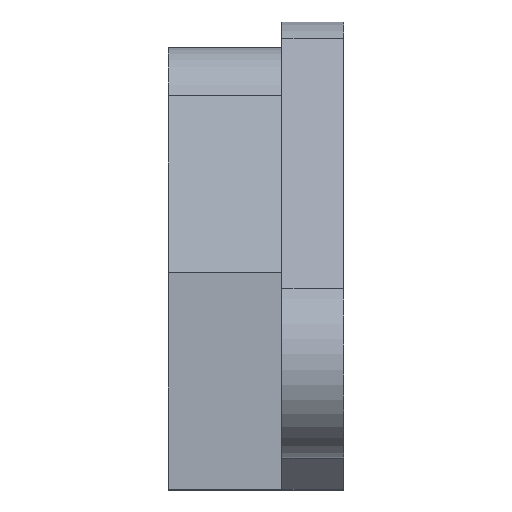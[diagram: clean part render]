
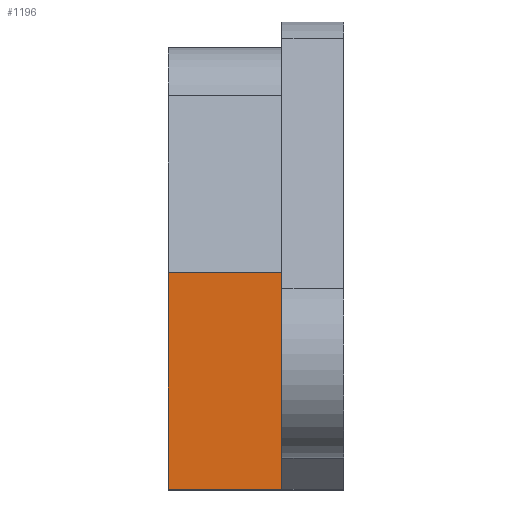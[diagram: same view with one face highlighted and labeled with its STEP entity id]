
A CAD part, top view. The second image highlights one B-rep face of the part: STEP entity #1196.
In plain terms, the highlighted planar face has unit normal (0, 0, 1).
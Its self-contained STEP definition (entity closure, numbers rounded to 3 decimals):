
#152=FACE_OUTER_BOUND('',#233,.T.);
#233=EDGE_LOOP('',(#1026,#1027,#1028,#1029));
#308=LINE('',#1807,#431);
#357=LINE('',#1971,#480);
#358=LINE('',#1973,#481);
#359=LINE('',#1974,#482);
#431=VECTOR('',#1440,10.);
#480=VECTOR('',#1621,10.);
#481=VECTOR('',#1622,10.);
#482=VECTOR('',#1623,10.);
#544=VERTEX_POINT('',#1804);
#545=VERTEX_POINT('',#1806);
#594=VERTEX_POINT('',#1970);
#595=VERTEX_POINT('',#1972);
#667=EDGE_CURVE('',#545,#544,#308,.T.);
#747=EDGE_CURVE('',#544,#594,#357,.T.);
#748=EDGE_CURVE('',#594,#595,#358,.T.);
#749=EDGE_CURVE('',#595,#545,#359,.T.);
#1026=ORIENTED_EDGE('',*,*,#747,.T.);
#1027=ORIENTED_EDGE('',*,*,#748,.T.);
#1028=ORIENTED_EDGE('',*,*,#749,.T.);
#1029=ORIENTED_EDGE('',*,*,#667,.T.);
#1134=PLANE('',#1313);
#1196=ADVANCED_FACE('',(#152),#1134,.F.);
#1313=AXIS2_PLACEMENT_3D('',#1969,#1619,#1620);
#1440=DIRECTION('',(1.,0.,0.));
#1619=DIRECTION('center_axis',(0.,0.,-1.));
#1620=DIRECTION('ref_axis',(0.,-1.,0.));
#1621=DIRECTION('',(0.,1.,0.));
#1622=DIRECTION('',(-1.,0.,0.));
#1623=DIRECTION('',(0.,-1.,0.));
#1804=CARTESIAN_POINT('',(28.,-12.,-23.311));
#1806=CARTESIAN_POINT('',(17.,-12.,-23.311));
#1807=CARTESIAN_POINT('',(17.,-12.,-23.311));
#1969=CARTESIAN_POINT('Origin',(28.,9.,-23.311));
#1970=CARTESIAN_POINT('',(28.,9.,-23.311));
#1971=CARTESIAN_POINT('',(28.,4.5,-23.311));
#1972=CARTESIAN_POINT('',(17.,9.,-23.311));
#1973=CARTESIAN_POINT('',(28.,9.,-23.311));
#1974=CARTESIAN_POINT('',(17.,9.,-23.311));
